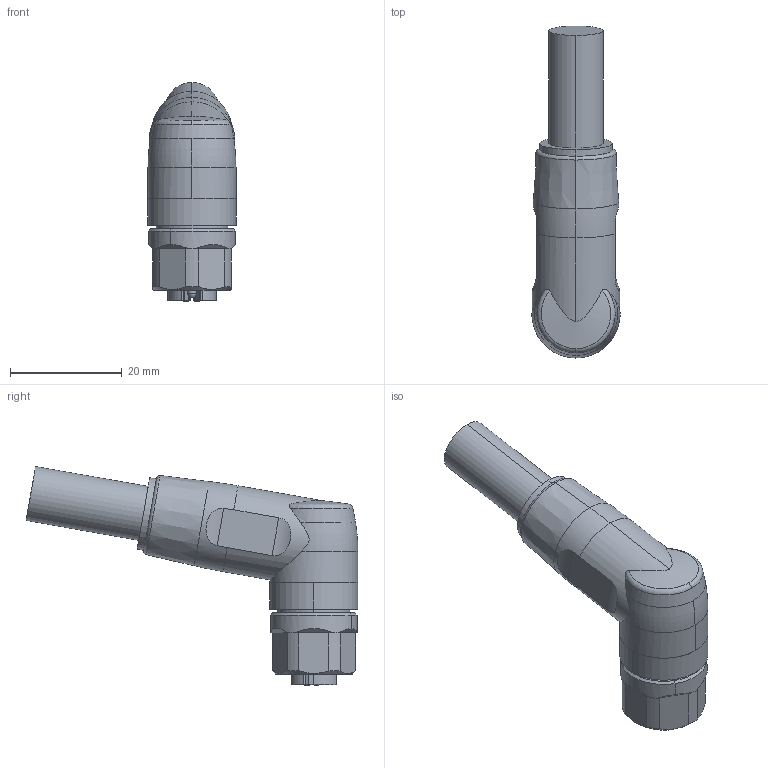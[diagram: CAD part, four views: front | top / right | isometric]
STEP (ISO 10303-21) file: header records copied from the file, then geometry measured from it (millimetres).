
FILE_DESCRIPTION(('CATIA V5 STEP Exchange','CAx-IF Rec.Pracs.--- Model Styling and Organization---1.5--- 2016-08-15','CAx-IF Rec.Pracs.---Supplemental Geometry---1.0---2011-11-01','CAx-IF Rec.Pracs.--- Composite Materials ---1.1---2010-07-15'),'2;1');
FILE_NAME ('397563-2_1', '2025-10-15T10:47:33+00:00', ('none'), ('Weidmueller'), 'CATIA Version 5-6 Release 2024 SP4', 'CATIA V5 STEP AP214 v3', 'none');
FILE_SCHEMA(('AUTOMOTIVE_DESIGN { 1 0 10303 214 1 1 1 1 }'));
Length unit declared in the file: millimetre
Products named in the file (1): 2455190000
Bounding box: 15.8 x 59.47 x 39.22 mm (x, y, z)
Volume: 11144.1 mm3; surface area: 4596.8 mm2
Topology: 1 solids, 3 shells, 430 faces, 1139 edges, 731 vertices
Faces by surface type: plane 142, torus 116, cylinder 92, cone 51, bspline 28, sphere 1
Entity records: 14227 total; most frequent: CARTESIAN_POINT 4302, ORIENTED_EDGE 2254, DIRECTION 1511, EDGE_CURVE 1127, AXIS2_PLACEMENT_3D 807, VERTEX_POINT 731, CIRCLE 467, EDGE_LOOP 462
